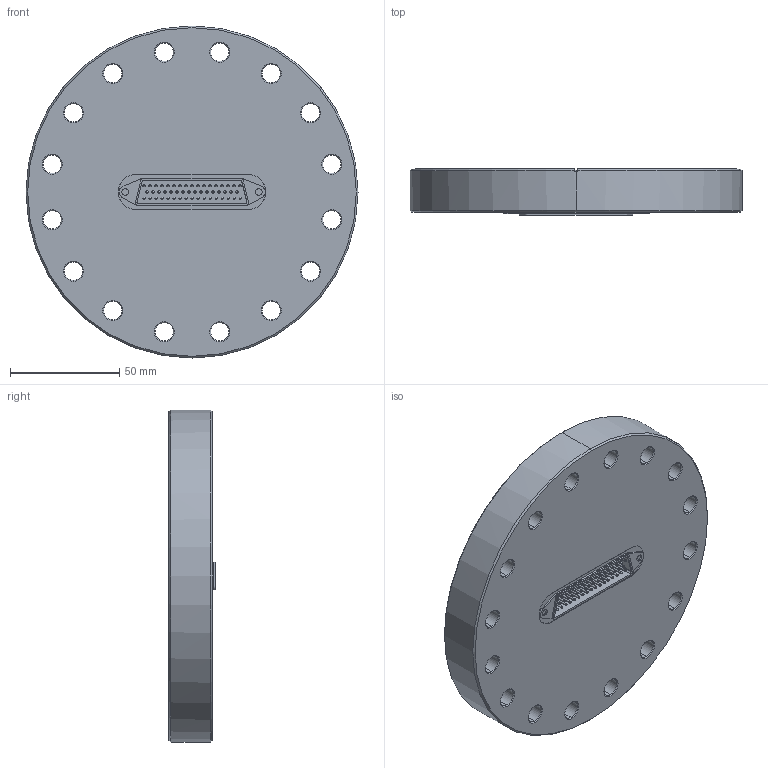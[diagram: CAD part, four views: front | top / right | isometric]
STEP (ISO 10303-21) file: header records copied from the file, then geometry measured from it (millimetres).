
FILE_DESCRIPTION (( 'STEP AP203' ), '1' );
FILE_NAME ('A1557-4-CF.STEP', '2013-04-25T12:27:17', ( '' ), ( '' ), 'SwSTEP 2.0', 'SolidWorks 2012', '' );
FILE_SCHEMA (( 'CONFIG_CONTROL_DESIGN' ));
Length unit declared in the file: inch
Products named in the file (1): A1557-4-CF
Bounding box: 151.64 x 21.08 x 151.64 mm (x, y, z)
Volume: 310618.7 mm3; surface area: 60584.2 mm2
Topology: 1 solids, 1 shells, 702 faces, 1497 edges, 908 vertices
Faces by surface type: cylinder 285, torus 200, plane 147, cone 70
Entity records: 19340 total; most frequent: DIRECTION 3937, CARTESIAN_POINT 3139, ORIENTED_EDGE 2994, AXIS2_PLACEMENT_3D 1746, EDGE_CURVE 1497, CIRCLE 1043, VERTEX_POINT 908, EDGE_LOOP 845
